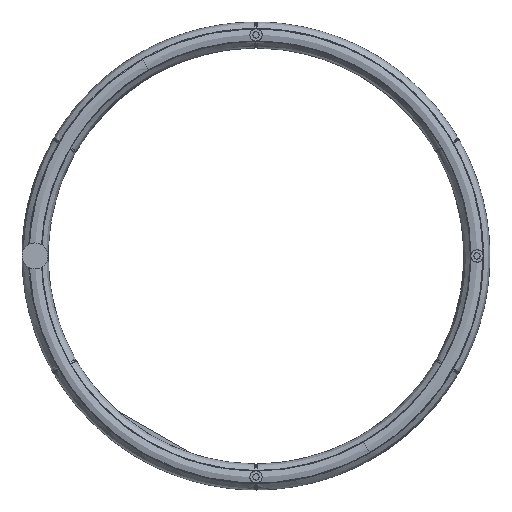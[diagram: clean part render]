
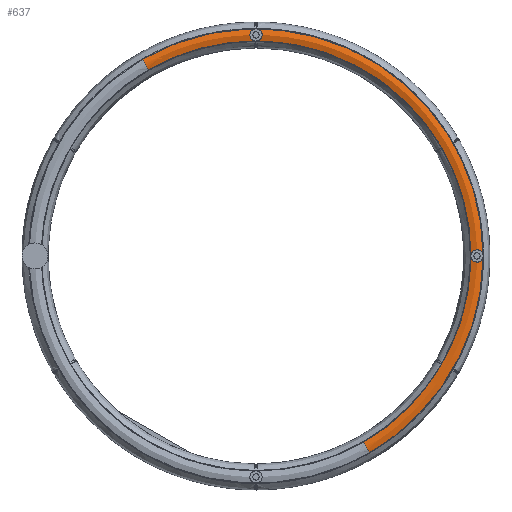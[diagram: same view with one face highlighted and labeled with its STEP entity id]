
A CAD part, top view. The second image highlights one B-rep face of the part: STEP entity #637.
In plain terms, the highlighted free-form (B-spline) face has degree [2, 2] with [3, 5] control points.
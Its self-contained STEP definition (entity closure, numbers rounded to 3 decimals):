
#637=ADVANCED_FACE('',(#1038),#9058,.T.);
#1038=FACE_OUTER_BOUND('',#1439,.T.);
#1439=EDGE_LOOP('',(#3889,#3890,#3891,#3892));
#3889=ORIENTED_EDGE('',*,*,#5714,.T.);
#3890=ORIENTED_EDGE('',*,*,#5711,.F.);
#3891=ORIENTED_EDGE('',*,*,#5715,.T.);
#3892=ORIENTED_EDGE('',*,*,#5716,.T.);
#5711=EDGE_CURVE('',#8779,#8778,#7460,.T.);
#5714=EDGE_CURVE('',#8781,#8778,#7463,.T.);
#5715=EDGE_CURVE('',#8779,#8784,#7464,.T.);
#5716=EDGE_CURVE('',#8784,#8781,#7465,.T.);
#7460=(
BOUNDED_CURVE()
B_SPLINE_CURVE(2,(#24772,#24773,#24774,#24775,#24776),.UNSPECIFIED.,.F.,
 .F.)
B_SPLINE_CURVE_WITH_KNOTS((3,2,3),(649.446,1298.891,1948.337),
 .UNSPECIFIED.)
CURVE()
GEOMETRIC_REPRESENTATION_ITEM()
RATIONAL_B_SPLINE_CURVE((1.,0.707,1.,0.707,1.))
REPRESENTATION_ITEM('')
);
#7463=(
BOUNDED_CURVE()
B_SPLINE_CURVE(2,(#24787,#24788,#24789),.UNSPECIFIED.,.F.,.F.)
B_SPLINE_CURVE_WITH_KNOTS((3,3),(27.159,51.381),
 .UNSPECIFIED.)
CURVE()
GEOMETRIC_REPRESENTATION_ITEM()
RATIONAL_B_SPLINE_CURVE((1.,0.885,1.))
REPRESENTATION_ITEM('')
);
#7464=(
BOUNDED_CURVE()
B_SPLINE_CURVE(2,(#24790,#24791,#24792),.UNSPECIFIED.,.F.,.F.)
B_SPLINE_CURVE_WITH_KNOTS((3,3),(-51.381,-27.159),
 .UNSPECIFIED.)
CURVE()
GEOMETRIC_REPRESENTATION_ITEM()
RATIONAL_B_SPLINE_CURVE((1.,0.885,1.))
REPRESENTATION_ITEM('')
);
#7465=(
BOUNDED_CURVE()
B_SPLINE_CURVE(2,(#24793,#24794,#24795,#24796,#24797),.UNSPECIFIED.,.F.,
 .F.)
B_SPLINE_CURVE_WITH_KNOTS((3,2,3),(-2002.765,-1335.177,
-667.588),.UNSPECIFIED.)
CURVE()
GEOMETRIC_REPRESENTATION_ITEM()
RATIONAL_B_SPLINE_CURVE((1.,0.707,1.,0.707,1.))
REPRESENTATION_ITEM('')
);
#8778=VERTEX_POINT('',#24673);
#8779=VERTEX_POINT('',#24674);
#8781=VERTEX_POINT('',#24676);
#8784=VERTEX_POINT('',#24679);
#9058=(
BOUNDED_SURFACE()
B_SPLINE_SURFACE(2,2,((#24649,#24650,#24651,#24652,#24653),(#24654,#24655,
#24656,#24657,#24658),(#24659,#24660,#24661,#24662,#24663)),
 .UNSPECIFIED.,.F.,.F.,.F.)
B_SPLINE_SURFACE_WITH_KNOTS((3,3),(3,2,3),(27.159,51.381),
(667.588,1335.177,2002.765),.UNSPECIFIED.)
GEOMETRIC_REPRESENTATION_ITEM()
RATIONAL_B_SPLINE_SURFACE(((1.,0.707,1.,0.707,1.),
(0.885,0.626,0.885,0.626,
0.885),(1.,0.707,1.,0.707,1.)))
REPRESENTATION_ITEM('')
SURFACE()
);
#24649=CARTESIAN_POINT('',(218.322,-378.144,22.123));
#24650=CARTESIAN_POINT('',(596.466,-159.822,22.123));
#24651=CARTESIAN_POINT('',(378.144,218.322,22.123));
#24652=CARTESIAN_POINT('',(159.822,596.466,22.123));
#24653=CARTESIAN_POINT('',(-218.322,378.144,22.123));
#24654=CARTESIAN_POINT('',(212.5,-368.061,28.251));
#24655=CARTESIAN_POINT('',(580.561,-155.561,28.251));
#24656=CARTESIAN_POINT('',(368.061,212.5,28.251));
#24657=CARTESIAN_POINT('',(155.561,580.561,28.251));
#24658=CARTESIAN_POINT('',(-212.5,368.061,28.251));
#24659=CARTESIAN_POINT('',(206.678,-357.978,22.123));
#24660=CARTESIAN_POINT('',(564.656,-151.299,22.123));
#24661=CARTESIAN_POINT('',(357.978,206.678,22.123));
#24662=CARTESIAN_POINT('',(151.299,564.656,22.123));
#24663=CARTESIAN_POINT('',(-206.678,357.978,22.123));
#24673=CARTESIAN_POINT('',(206.678,-357.978,22.123));
#24674=CARTESIAN_POINT('',(-206.678,357.978,22.123));
#24676=CARTESIAN_POINT('',(218.322,-378.144,22.123));
#24679=CARTESIAN_POINT('',(-218.322,378.144,22.123));
#24772=CARTESIAN_POINT('',(-206.678,357.978,22.123));
#24773=CARTESIAN_POINT('',(151.299,564.656,22.123));
#24774=CARTESIAN_POINT('',(357.978,206.678,22.123));
#24775=CARTESIAN_POINT('',(564.656,-151.299,22.123));
#24776=CARTESIAN_POINT('',(206.678,-357.978,22.123));
#24787=CARTESIAN_POINT('',(218.322,-378.144,22.123));
#24788=CARTESIAN_POINT('',(212.5,-368.061,28.251));
#24789=CARTESIAN_POINT('',(206.678,-357.978,22.123));
#24790=CARTESIAN_POINT('',(-206.678,357.978,22.123));
#24791=CARTESIAN_POINT('',(-212.5,368.061,28.251));
#24792=CARTESIAN_POINT('',(-218.322,378.144,22.123));
#24793=CARTESIAN_POINT('',(-218.322,378.144,22.123));
#24794=CARTESIAN_POINT('',(159.822,596.466,22.123));
#24795=CARTESIAN_POINT('',(378.144,218.322,22.123));
#24796=CARTESIAN_POINT('',(596.466,-159.822,22.123));
#24797=CARTESIAN_POINT('',(218.322,-378.144,22.123));
